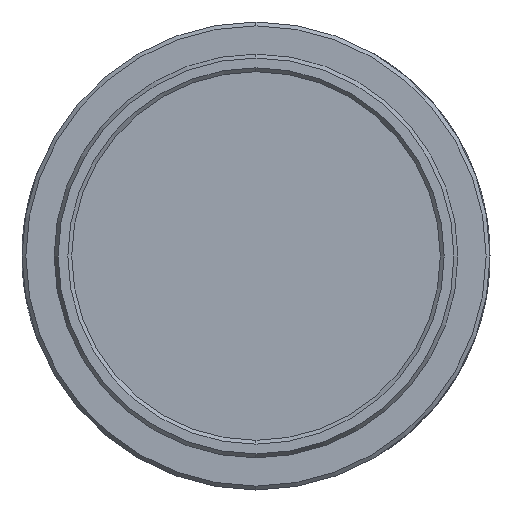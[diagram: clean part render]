
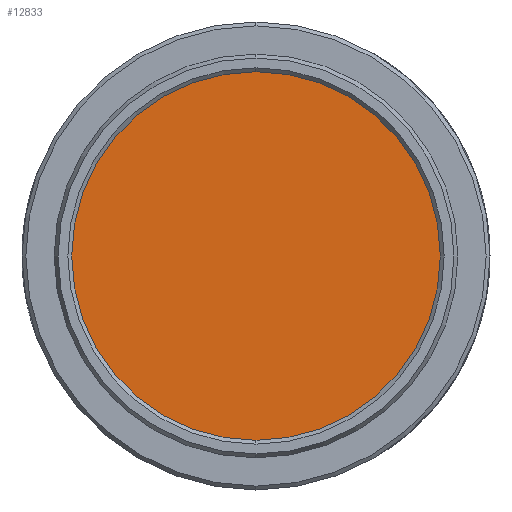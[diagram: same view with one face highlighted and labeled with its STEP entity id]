
A CAD part, left-side view. The second image highlights one B-rep face of the part: STEP entity #12833.
In plain terms, the highlighted planar face has unit normal (-1, 0, 0).
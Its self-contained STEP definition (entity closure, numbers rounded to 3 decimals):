
#427 = DIRECTION ( 'NONE',  ( 1., 0., 0. ) ) ;
#1039 = VERTEX_POINT ( 'NONE', #1439 ) ;
#1439 = CARTESIAN_POINT ( 'NONE',  ( -1.905, 8.405, 9.331 ) ) ;
#2069 = EDGE_CURVE ( 'NONE', #6027, #1039, #4335, .T. ) ;
#2108 = ORIENTED_EDGE ( 'NONE', *, *, #12671, .F. ) ;
#2230 = DIRECTION ( 'NONE',  ( 1., 0., 0. ) ) ;
#2391 = AXIS2_PLACEMENT_3D ( 'NONE', #9315, #2230, #10503 ) ;
#2796 = AXIS2_PLACEMENT_3D ( 'NONE', #3131, #11392, #4315 ) ;
#3131 = CARTESIAN_POINT ( 'NONE',  ( -1.905, 0., 0. ) ) ;
#3690 = EDGE_LOOP ( 'NONE', ( #5293, #2108 ) ) ;
#4315 = DIRECTION ( 'NONE',  ( 0., -0.669, -0.743 ) ) ;
#4335 = CIRCLE ( 'NONE', #2796, 12.559 ) ;
#4703 = FACE_OUTER_BOUND ( 'NONE', #3690, .T. ) ;
#5068 = CARTESIAN_POINT ( 'NONE',  ( -1.905, 0., 0. ) ) ;
#5293 = ORIENTED_EDGE ( 'NONE', *, *, #2069, .F. ) ;
#5577 = CARTESIAN_POINT ( 'NONE',  ( -1.905, -8.405, -9.331 ) ) ;
#5823 = CIRCLE ( 'NONE', #2391, 12.559 ) ;
#6027 = VERTEX_POINT ( 'NONE', #5577 ) ;
#7511 = PLANE ( 'NONE',  #8732 ) ;
#8699 = DIRECTION ( 'NONE',  ( 0., -0.669, -0.743 ) ) ;
#8732 = AXIS2_PLACEMENT_3D ( 'NONE', #5068, #427, #8699 ) ;
#9315 = CARTESIAN_POINT ( 'NONE',  ( -1.905, 0., 0. ) ) ;
#10503 = DIRECTION ( 'NONE',  ( 0., -0.669, -0.743 ) ) ;
#11392 = DIRECTION ( 'NONE',  ( 1., 0., 0. ) ) ;
#12671 = EDGE_CURVE ( 'NONE', #1039, #6027, #5823, .T. ) ;
#12833 = ADVANCED_FACE ( 'NONE', ( #4703 ), #7511, .F. ) ;
